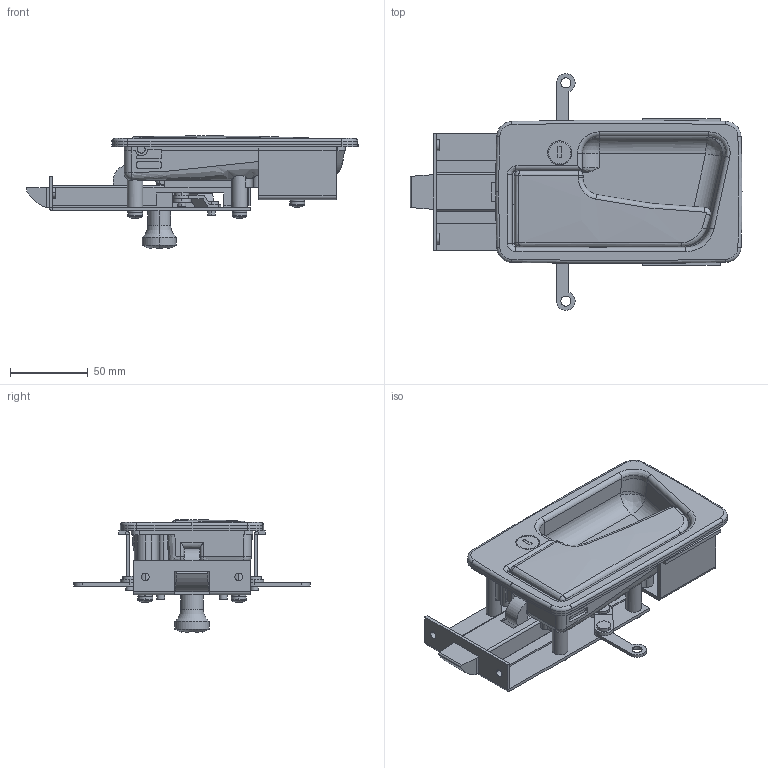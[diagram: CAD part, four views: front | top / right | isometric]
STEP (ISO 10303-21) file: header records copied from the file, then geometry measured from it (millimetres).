
FILE_DESCRIPTION (( 'STEP AP203' ), '1' );
FILE_NAME ('A-540-1-1-R.STEP', '2021-05-26T00:47:54', ( '' ), ( '' ), 'SwSTEP 2.0', 'SolidWorks 2018', '' );
FILE_SCHEMA (( 'CONFIG_CONTROL_DESIGN' ));
Length unit declared in the file: millimetre
Products named in the file (21): スプリングワッシャーM5_JIS B 1251 No.2 5; A-540-1RACb; A-540-1LP_R; R200_公開用_R200-3; A-540-1-1-R; A-540-1R_HO_A-540-1-1 カギあり; A-540-1HAS; A-540-1LIP; 榋妏儃儖僩M8-30_榋妏儃儖僩M8亊15; A-540-1KP; A-540-1RA; 廫帤寠晅側傋偹偠M5_M5亊8; A-540-1AM; A-540-1R_HA; ばね座金M8_JIS B 1251 No.2 8; A-540-1LP_L; A-540-1RACa; A-540-1TI; A-540-1RA_assy; A-540-1RAP; A-540-1PA
Assembly tree (34 placements, depth 3):
  A-540-1-1-R
    A-540-1R_HO_A-540-1-1 カギあり
    A-540-1R_HA
    A-540-1RA
    A-540-1HAS
    A-540-1RA_assy
      A-540-1RACa
      A-540-1RACb
    A-540-1KP
    A-540-1LP_R
    A-540-1LP_L
    A-540-1AM  x2
    A-540-1RAP
    A-540-1LIP  x4
    A-540-1TI
    A-540-1PA
    R200_公開用_R200-3
    榋妏儃儖僩M8-30_榋妏儃儖僩M8亊15
    ばね座金M8_JIS B 1251 No.2 8
    廫帤寠晅側傋偹偠M5_M5亊8  x6
    スプリングワッシャーM5_JIS B 1251 No.2 5  x6
Bounding box: 213.01 x 152 x 72.13 mm (x, y, z)
Volume: 214748.5 mm3; surface area: 155164.3 mm2
Topology: 33 solids, 33 shells, 998 faces, 2462 edges, 1541 vertices
Faces by surface type: plane 484, cylinder 345, cone 60, torus 45, bspline 43, sphere 21
Entity records: 28851 total; most frequent: CARTESIAN_POINT 7827, DIRECTION 3899, ORIENTED_EDGE 3822, EDGE_CURVE 1911, AXIS2_PLACEMENT_3D 1427, VERTEX_POINT 1204, VECTOR 1045, LINE 1045
